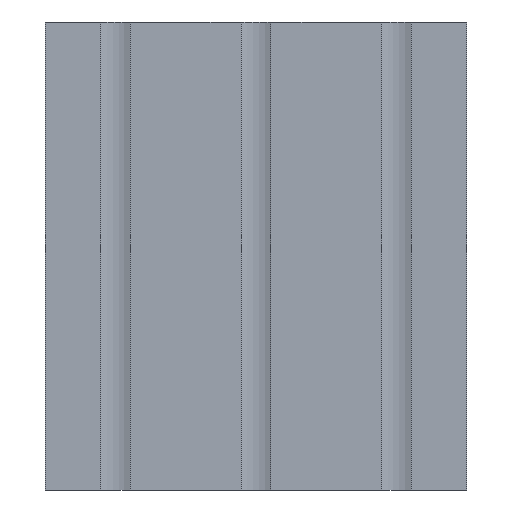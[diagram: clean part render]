
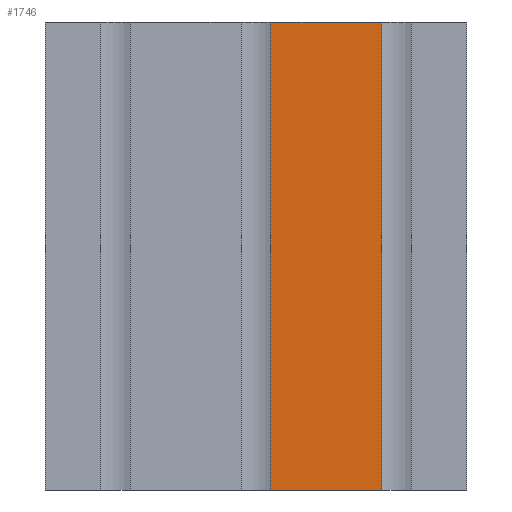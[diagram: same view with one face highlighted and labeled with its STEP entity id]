
A CAD part, front view. The second image highlights one B-rep face of the part: STEP entity #1746.
In plain terms, the highlighted planar face has unit normal (0, -1, 0).
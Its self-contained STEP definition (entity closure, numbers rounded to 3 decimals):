
#1683=CARTESIAN_POINT('',(59.106,-6.837,100.0));
#1684=VERTEX_POINT('',#1683);
#1691=CARTESIAN_POINT('',(59.106,-6.837,0.0));
#1692=VERTEX_POINT('',#1691);
#1693=CARTESIAN_POINT('',(59.106,-6.837,0.0));
#1694=DIRECTION('',(0.0,0.0,1.0));
#1695=VECTOR('',#1694,100.0);
#1696=LINE('',#1693,#1695);
#1697=EDGE_CURVE('',#1692,#1684,#1696,.T.);
#1716=CARTESIAN_POINT('',(59.106,-6.837,0.0));
#1717=DIRECTION('',(0.0,-1.0,0.0));
#1718=DIRECTION('',(0.0,0.0,-1.0));
#1719=AXIS2_PLACEMENT_3D('',#1716,#1717,#1718);
#1720=PLANE('',#1719);
#1721=CARTESIAN_POINT('',(35.406,-6.837,100.0));
#1722=VERTEX_POINT('',#1721);
#1723=CARTESIAN_POINT('',(59.106,-6.837,100.0));
#1724=DIRECTION('',(-1.0,0.0,0.0));
#1725=VECTOR('',#1724,23.7);
#1726=LINE('',#1723,#1725);
#1727=EDGE_CURVE('',#1684,#1722,#1726,.T.);
#1728=ORIENTED_EDGE('',*,*,#1727,.T.);
#1729=CARTESIAN_POINT('',(35.406,-6.837,0.0));
#1730=VERTEX_POINT('',#1729);
#1731=CARTESIAN_POINT('',(35.406,-6.837,0.0));
#1732=DIRECTION('',(0.0,0.0,1.0));
#1733=VECTOR('',#1732,100.0);
#1734=LINE('',#1731,#1733);
#1735=EDGE_CURVE('',#1730,#1722,#1734,.T.);
#1736=ORIENTED_EDGE('',*,*,#1735,.F.);
#1737=CARTESIAN_POINT('',(35.406,-6.837,0.0));
#1738=DIRECTION('',(1.0,0.0,0.0));
#1739=VECTOR('',#1738,23.7);
#1740=LINE('',#1737,#1739);
#1741=EDGE_CURVE('',#1730,#1692,#1740,.T.);
#1742=ORIENTED_EDGE('',*,*,#1741,.T.);
#1743=ORIENTED_EDGE('',*,*,#1697,.T.);
#1744=EDGE_LOOP('',(#1728,#1736,#1742,#1743));
#1745=FACE_OUTER_BOUND('',#1744,.T.);
#1746=ADVANCED_FACE('',(#1745),#1720,.T.);
